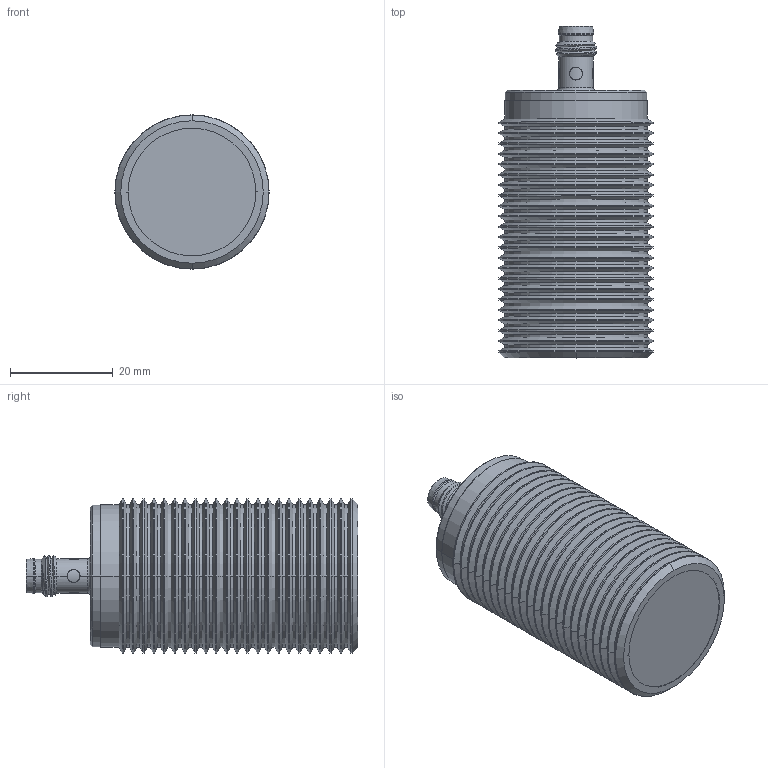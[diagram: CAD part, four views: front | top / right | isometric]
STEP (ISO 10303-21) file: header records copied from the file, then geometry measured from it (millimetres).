
FILE_DESCRIPTION(('STEP AP214'),'1');
FILE_NAME('cctmp_D9218B98-F522-4CC1-81D8-8CB3424C72A0_2023_07_14_07_05_39_0117_10448..stp','2023-07-14T05:05:39',('Pepperl+Fuchs GmbH'),('CADClick - www.CADClick.com'),'Spatial InterOp 3D',' ','unknown authorization');
FILE_SCHEMA(('AUTOMOTIVE_DESIGN'));
Length unit declared in the file: millimetre
Products named in the file (4): NBB15-30GM50-E2-V3; NBB15-30GM50-E2-V3_3; NBB15-30GM50-E2-V3_2; NBB15-30GM50-E2-V3_1
Assembly tree (3 placements, depth 2):
  NBB15-30GM50-E2-V3
    NBB15-30GM50-E2-V3_3
    NBB15-30GM50-E2-V3_2
    NBB15-30GM50-E2-V3_1
Bounding box: 30 x 64.51 x 30 mm (x, y, z)
Volume: 36356.7 mm3; surface area: 15513 mm2
Topology: 7 solids, 7 shells, 431 faces, 1021 edges, 611 vertices
Faces by surface type: cylinder 175, cone 122, plane 95, torus 34, sphere 3, bspline 2
Full cylindrical faces by diameter (mm): 1.02 x3, 2.46 x4, 6 x1
Entity records: 17063 total; most frequent: CARTESIAN_POINT 3781, DIRECTION 2034, ORIENTED_EDGE 2012, EDGE_CURVE 1006, AXIS2_PLACEMENT_3D 802, VERTEX_POINT 611, EDGE_LOOP 461, STYLED_ITEM 438
